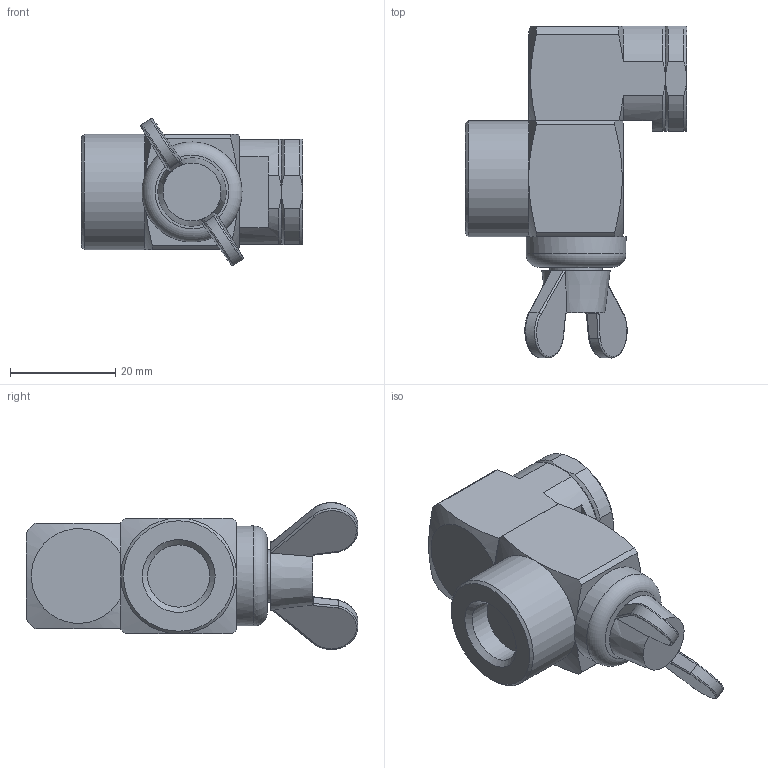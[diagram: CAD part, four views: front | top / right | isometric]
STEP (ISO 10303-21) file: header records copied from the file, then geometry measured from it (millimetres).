
FILE_DESCRIPTION(/* description */ ('Unknown'),/* implementation_level */ '2;1');
FILE_NAME(/* name */ '200330501_Drehb._Düsenhalter_NPT_1_4_klemm_28_09_2023',/* time_stamp */ '2023-09-28T16:04:23+02:00',/* author */ ('Unknown'),/* organization */ ('Unknown'),/* preprocessor_version */ 'ST-DEVELOPER v18.104',/* originating_system */ 'Solid Edge',/* authorisation */ 'Unknown');
FILE_SCHEMA (('AUTOMOTIVE_DESIGN {1 0 10303 214 3 1 1}'));
Length unit declared in the file: millimetre
Products named in the file (1): 200330501_vereinfacht
Bounding box: 42 x 63.04 x 27.92 mm (x, y, z)
Volume: 25398.7 mm3; surface area: 6952.3 mm2
Topology: 1 solids, 1 shells, 101 faces, 248 edges, 153 vertices
Faces by surface type: plane 41, cylinder 29, cone 26, bspline 4, torus 1
Full cylindrical faces by diameter (mm): 10 x1, 11.82 x2, 19 x1, 22 x1
Entity records: 3771 total; most frequent: CARTESIAN_POINT 833, ORIENTED_EDGE 464, DIRECTION 444, EDGE_CURVE 232, AXIS2_PLACEMENT_3D 187, VERTEX_POINT 148, EDGE_LOOP 116, FACE_BOUND 116
